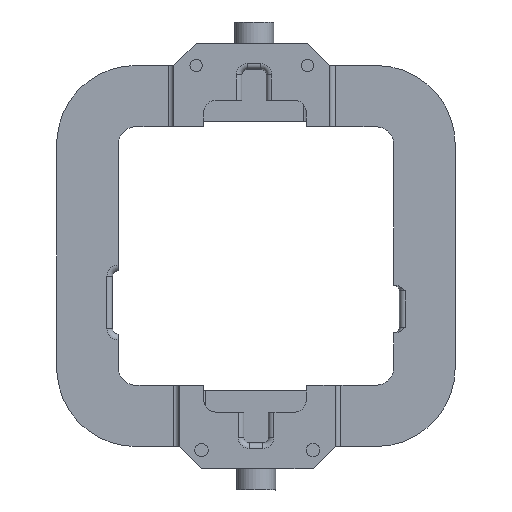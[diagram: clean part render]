
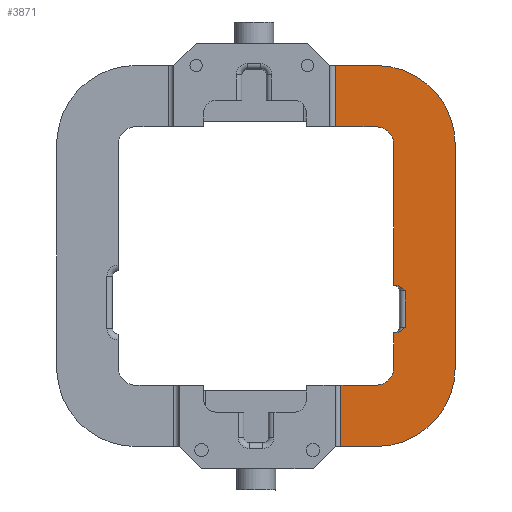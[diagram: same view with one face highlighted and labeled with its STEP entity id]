
A CAD part, front view. The second image highlights one B-rep face of the part: STEP entity #3871.
In plain terms, the highlighted planar face has unit normal (0, -1, 0).
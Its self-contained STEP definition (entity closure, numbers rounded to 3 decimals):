
#75=PLANE('',#4215);
#265=FACE_OUTER_BOUND('',#478,.T.);
#478=EDGE_LOOP('',(#3174,#3175,#3176,#3177,#3178,#3179,#3180,#3181,#3182,
#3183,#3184,#3185,#3186,#3187,#3188,#3189,#3190,#3191,#3192));
#699=CIRCLE('',#4216,1.58);
#700=CIRCLE('',#4217,7.08);
#701=CIRCLE('',#4218,7.08);
#702=CIRCLE('',#4219,1.58);
#769=B_SPLINE_CURVE_WITH_KNOTS('',3,(#7371,#7372,#7373,#7374,#7375,#7376,
#7377,#7378,#7379,#7380),.UNSPECIFIED.,.F.,.F.,(4,2,2,2,4),(0.,0.024,
0.052,0.09,0.091),.UNSPECIFIED.);
#773=B_SPLINE_CURVE_WITH_KNOTS('',3,(#7465,#7466,#7467,#7468,#7469,#7470,
#7471,#7472,#7473,#7474),.UNSPECIFIED.,.F.,.F.,(4,2,2,2,4),(0.,
0.,0.042,0.072,0.098),
 .UNSPECIFIED.);
#810=LINE('',#7397,#1183);
#825=LINE('',#7485,#1198);
#828=LINE('',#7490,#1201);
#954=LINE('',#7938,#1327);
#957=LINE('',#7947,#1330);
#1040=LINE('',#8185,#1413);
#1041=LINE('',#8188,#1414);
#1042=LINE('',#8190,#1415);
#1043=LINE('',#8194,#1416);
#1044=LINE('',#8196,#1417);
#1045=LINE('',#8199,#1418);
#1046=LINE('',#8201,#1419);
#1047=LINE('',#8204,#1420);
#1183=VECTOR('',#4451,10.);
#1198=VECTOR('',#4482,10.);
#1201=VECTOR('',#4487,10.);
#1327=VECTOR('',#4847,10.);
#1330=VECTOR('',#4856,10.);
#1413=VECTOR('',#5063,10.);
#1414=VECTOR('',#5066,10.);
#1415=VECTOR('',#5067,10.);
#1416=VECTOR('',#5070,10.);
#1417=VECTOR('',#5071,10.);
#1418=VECTOR('',#5074,10.);
#1419=VECTOR('',#5075,10.);
#1420=VECTOR('',#5078,10.);
#1597=VERTEX_POINT('',#7369);
#1598=VERTEX_POINT('',#7370);
#1600=VERTEX_POINT('',#7395);
#1616=VERTEX_POINT('',#7456);
#1617=VERTEX_POINT('',#7464);
#1619=VERTEX_POINT('',#7484);
#1779=VERTEX_POINT('',#7932);
#1781=VERTEX_POINT('',#7936);
#1782=VERTEX_POINT('',#7943);
#1784=VERTEX_POINT('',#7946);
#1863=VERTEX_POINT('',#8184);
#1864=VERTEX_POINT('',#8186);
#1865=VERTEX_POINT('',#8189);
#1866=VERTEX_POINT('',#8191);
#1867=VERTEX_POINT('',#8193);
#1868=VERTEX_POINT('',#8195);
#1869=VERTEX_POINT('',#8197);
#1870=VERTEX_POINT('',#8200);
#1871=VERTEX_POINT('',#8202);
#2008=EDGE_CURVE('',#1597,#1598,#769,.T.);
#2013=EDGE_CURVE('',#1600,#1597,#810,.T.);
#2032=EDGE_CURVE('',#1616,#1617,#773,.T.);
#2036=EDGE_CURVE('',#1617,#1619,#825,.T.);
#2039=EDGE_CURVE('',#1598,#1616,#828,.T.);
#2243=EDGE_CURVE('',#1781,#1779,#954,.T.);
#2247=EDGE_CURVE('',#1782,#1784,#957,.T.);
#2364=EDGE_CURVE('',#1863,#1600,#1040,.T.);
#2365=EDGE_CURVE('',#1864,#1863,#699,.T.);
#2366=EDGE_CURVE('',#1784,#1864,#1041,.T.);
#2367=EDGE_CURVE('',#1782,#1865,#1042,.T.);
#2368=EDGE_CURVE('',#1865,#1866,#700,.T.);
#2369=EDGE_CURVE('',#1866,#1867,#1043,.T.);
#2370=EDGE_CURVE('',#1867,#1868,#1044,.T.);
#2371=EDGE_CURVE('',#1868,#1869,#701,.T.);
#2372=EDGE_CURVE('',#1869,#1779,#1045,.T.);
#2373=EDGE_CURVE('',#1870,#1781,#1046,.T.);
#2374=EDGE_CURVE('',#1871,#1870,#702,.T.);
#2375=EDGE_CURVE('',#1619,#1871,#1047,.T.);
#3174=ORIENTED_EDGE('',*,*,#2013,.F.);
#3175=ORIENTED_EDGE('',*,*,#2364,.F.);
#3176=ORIENTED_EDGE('',*,*,#2365,.F.);
#3177=ORIENTED_EDGE('',*,*,#2366,.F.);
#3178=ORIENTED_EDGE('',*,*,#2247,.F.);
#3179=ORIENTED_EDGE('',*,*,#2367,.T.);
#3180=ORIENTED_EDGE('',*,*,#2368,.T.);
#3181=ORIENTED_EDGE('',*,*,#2369,.T.);
#3182=ORIENTED_EDGE('',*,*,#2370,.T.);
#3183=ORIENTED_EDGE('',*,*,#2371,.T.);
#3184=ORIENTED_EDGE('',*,*,#2372,.T.);
#3185=ORIENTED_EDGE('',*,*,#2243,.F.);
#3186=ORIENTED_EDGE('',*,*,#2373,.F.);
#3187=ORIENTED_EDGE('',*,*,#2374,.F.);
#3188=ORIENTED_EDGE('',*,*,#2375,.F.);
#3189=ORIENTED_EDGE('',*,*,#2036,.F.);
#3190=ORIENTED_EDGE('',*,*,#2032,.F.);
#3191=ORIENTED_EDGE('',*,*,#2039,.F.);
#3192=ORIENTED_EDGE('',*,*,#2008,.F.);
#3871=ADVANCED_FACE('',(#265),#75,.F.);
#4215=AXIS2_PLACEMENT_3D('',#8183,#5061,#5062);
#4216=AXIS2_PLACEMENT_3D('',#8187,#5064,#5065);
#4217=AXIS2_PLACEMENT_3D('',#8192,#5068,#5069);
#4218=AXIS2_PLACEMENT_3D('',#8198,#5072,#5073);
#4219=AXIS2_PLACEMENT_3D('',#8203,#5076,#5077);
#4451=DIRECTION('',(1.,0.,0.));
#4482=DIRECTION('',(-1.,0.,0.));
#4487=DIRECTION('',(0.,0.,1.));
#4847=DIRECTION('',(0.,0.,1.));
#4856=DIRECTION('',(0.,0.,1.));
#5061=DIRECTION('center_axis',(0.,1.,0.));
#5062=DIRECTION('ref_axis',(-1.,0.,0.));
#5063=DIRECTION('',(0.,0.,1.));
#5064=DIRECTION('center_axis',(0.,-1.,0.));
#5065=DIRECTION('ref_axis',(1.,0.,0.));
#5066=DIRECTION('',(1.,0.,0.));
#5067=DIRECTION('',(1.,0.,0.));
#5068=DIRECTION('center_axis',(0.,-1.,0.));
#5069=DIRECTION('ref_axis',(1.,0.,0.));
#5070=DIRECTION('',(1.,0.,0.));
#5071=DIRECTION('',(0.,0.,1.));
#5072=DIRECTION('center_axis',(0.,-1.,0.));
#5073=DIRECTION('ref_axis',(0.,0.,1.));
#5074=DIRECTION('',(-1.,0.,0.));
#5075=DIRECTION('',(-1.,0.,0.));
#5076=DIRECTION('center_axis',(0.,-1.,0.));
#5077=DIRECTION('ref_axis',(0.,0.,1.));
#5078=DIRECTION('',(0.,0.,1.));
#7369=CARTESIAN_POINT('',(26.932,12.555,-20.615));
#7370=CARTESIAN_POINT('',(27.798,12.555,-20.115));
#7371=CARTESIAN_POINT('Ctrl Pts',(26.932,12.555,-20.615));
#7372=CARTESIAN_POINT('Ctrl Pts',(27.012,12.555,-20.615));
#7373=CARTESIAN_POINT('Ctrl Pts',(27.1,12.555,-20.601));
#7374=CARTESIAN_POINT('Ctrl Pts',(27.307,12.555,-20.524));
#7375=CARTESIAN_POINT('Ctrl Pts',(27.405,12.555,-20.462));
#7376=CARTESIAN_POINT('Ctrl Pts',(27.597,12.555,-20.316));
#7377=CARTESIAN_POINT('Ctrl Pts',(27.697,12.555,-20.216));
#7378=CARTESIAN_POINT('Ctrl Pts',(27.796,12.555,-20.117));
#7379=CARTESIAN_POINT('Ctrl Pts',(27.797,12.555,-20.116));
#7380=CARTESIAN_POINT('Ctrl Pts',(27.798,12.555,-20.115));
#7395=CARTESIAN_POINT('',(26.797,12.555,-20.615));
#7397=CARTESIAN_POINT('',(20.867,12.555,-20.615));
#7456=CARTESIAN_POINT('',(27.797,12.555,-16.865));
#7464=CARTESIAN_POINT('',(26.931,12.555,-16.365));
#7465=CARTESIAN_POINT('Ctrl Pts',(27.797,12.555,-16.865));
#7466=CARTESIAN_POINT('Ctrl Pts',(27.796,12.555,-16.864));
#7467=CARTESIAN_POINT('Ctrl Pts',(27.795,12.555,-16.863));
#7468=CARTESIAN_POINT('Ctrl Pts',(27.696,12.555,-16.763));
#7469=CARTESIAN_POINT('Ctrl Pts',(27.596,12.555,-16.664));
#7470=CARTESIAN_POINT('Ctrl Pts',(27.404,12.555,-16.517));
#7471=CARTESIAN_POINT('Ctrl Pts',(27.306,12.555,-16.456));
#7472=CARTESIAN_POINT('Ctrl Pts',(27.099,12.555,-16.379));
#7473=CARTESIAN_POINT('Ctrl Pts',(27.011,12.555,-16.365));
#7474=CARTESIAN_POINT('Ctrl Pts',(26.931,12.555,-16.365));
#7484=CARTESIAN_POINT('',(26.797,12.555,-16.365));
#7485=CARTESIAN_POINT('',(20.617,12.555,-16.365));
#7490=CARTESIAN_POINT('',(27.795,12.555,-8.734));
#7932=CARTESIAN_POINT('',(21.569,12.555,3.342));
#7936=CARTESIAN_POINT('',(21.569,12.555,-2.158));
#7938=CARTESIAN_POINT('',(21.569,12.555,-7.946));
#7943=CARTESIAN_POINT('',(22.056,12.555,-30.808));
#7946=CARTESIAN_POINT('',(22.056,12.555,-25.308));
#7947=CARTESIAN_POINT('',(22.056,12.555,-22.271));
#8183=CARTESIAN_POINT('Origin',(14.438,12.555,-13.733));
#8184=CARTESIAN_POINT('',(26.797,12.555,-23.728));
#8185=CARTESIAN_POINT('',(26.797,12.555,-17.174));
#8186=CARTESIAN_POINT('',(25.217,12.555,-25.308));
#8187=CARTESIAN_POINT('Origin',(25.217,12.555,-23.728));
#8188=CARTESIAN_POINT('',(19.827,12.555,-25.308));
#8189=CARTESIAN_POINT('',(25.217,12.555,-30.808));
#8190=CARTESIAN_POINT('',(25.217,12.555,-30.808));
#8191=CARTESIAN_POINT('',(32.297,12.555,-23.728));
#8192=CARTESIAN_POINT('Origin',(25.217,12.555,-23.728));
#8193=CARTESIAN_POINT('',(32.299,12.555,-23.728));
#8194=CARTESIAN_POINT('',(32.297,12.555,-23.728));
#8195=CARTESIAN_POINT('',(32.294,12.555,-3.736));
#8196=CARTESIAN_POINT('',(32.299,12.555,-22.42));
#8197=CARTESIAN_POINT('',(25.214,12.555,3.342));
#8198=CARTESIAN_POINT('Origin',(25.214,12.555,-3.738));
#8199=CARTESIAN_POINT('',(25.214,12.555,3.342));
#8200=CARTESIAN_POINT('',(25.214,12.555,-2.158));
#8201=CARTESIAN_POINT('',(16.699,12.555,-2.158));
#8202=CARTESIAN_POINT('',(26.794,12.555,-3.738));
#8203=CARTESIAN_POINT('Origin',(25.214,12.555,-3.738));
#8204=CARTESIAN_POINT('',(26.795,12.555,-8.734));
